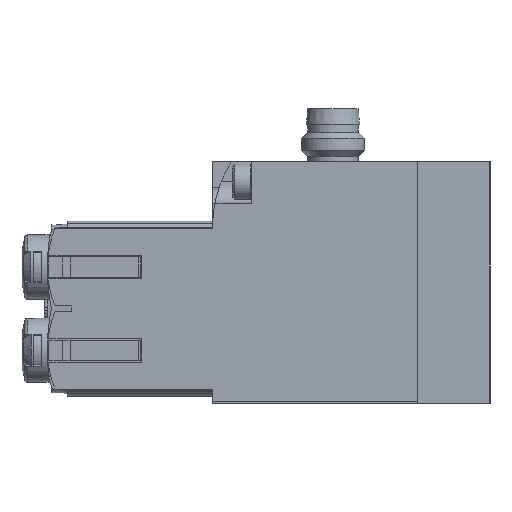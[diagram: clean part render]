
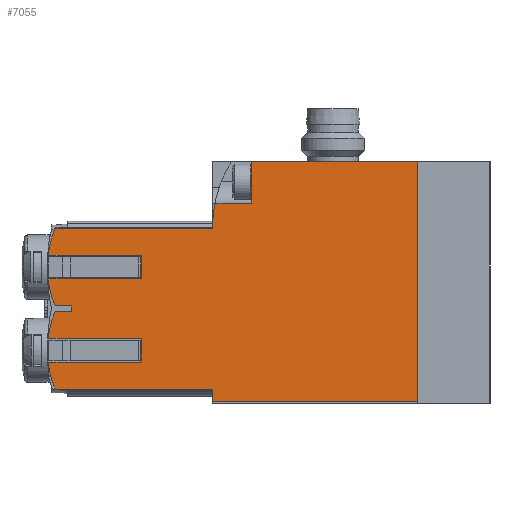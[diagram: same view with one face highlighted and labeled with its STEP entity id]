
A CAD part, left-side view. The second image highlights one B-rep face of the part: STEP entity #7055.
In plain terms, the highlighted planar face has unit normal (-1, 0, 0).
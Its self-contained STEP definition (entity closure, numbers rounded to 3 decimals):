
#182=LINE('',#11201,#735);
#194=LINE('',#11224,#747);
#195=LINE('',#11226,#748);
#196=LINE('',#11230,#749);
#197=LINE('',#11232,#750);
#198=LINE('',#11234,#751);
#199=LINE('',#11238,#752);
#200=LINE('',#11240,#753);
#201=LINE('',#11242,#754);
#202=LINE('',#11246,#755);
#203=LINE('',#11248,#756);
#204=LINE('',#11250,#757);
#205=LINE('',#11254,#758);
#206=LINE('',#11256,#759);
#207=LINE('',#11258,#760);
#208=LINE('',#11260,#761);
#209=LINE('',#11261,#762);
#735=VECTOR('',#8771,1000.);
#747=VECTOR('',#8787,1000.);
#748=VECTOR('',#8788,1000.);
#749=VECTOR('',#8791,1000.);
#750=VECTOR('',#8792,1000.);
#751=VECTOR('',#8793,1000.);
#752=VECTOR('',#8796,1000.);
#753=VECTOR('',#8797,1000.);
#754=VECTOR('',#8798,1000.);
#755=VECTOR('',#8801,1000.);
#756=VECTOR('',#8802,1000.);
#757=VECTOR('',#8803,1000.);
#758=VECTOR('',#8806,1000.);
#759=VECTOR('',#8807,1000.);
#760=VECTOR('',#8808,1000.);
#761=VECTOR('',#8809,1000.);
#762=VECTOR('',#8810,1000.);
#1255=PLANE('',#7678);
#2000=ORIENTED_EDGE('',*,*,#3729,.F.);
#2001=ORIENTED_EDGE('',*,*,#3708,.F.);
#2002=ORIENTED_EDGE('',*,*,#3730,.F.);
#2003=ORIENTED_EDGE('',*,*,#3731,.F.);
#2004=ORIENTED_EDGE('',*,*,#3732,.F.);
#2005=ORIENTED_EDGE('',*,*,#3733,.F.);
#2006=ORIENTED_EDGE('',*,*,#3734,.F.);
#2007=ORIENTED_EDGE('',*,*,#3735,.F.);
#2008=ORIENTED_EDGE('',*,*,#3736,.F.);
#2009=ORIENTED_EDGE('',*,*,#3737,.F.);
#2010=ORIENTED_EDGE('',*,*,#3738,.F.);
#2011=ORIENTED_EDGE('',*,*,#3739,.F.);
#2012=ORIENTED_EDGE('',*,*,#3740,.F.);
#2013=ORIENTED_EDGE('',*,*,#3741,.F.);
#2014=ORIENTED_EDGE('',*,*,#3742,.F.);
#2015=ORIENTED_EDGE('',*,*,#3743,.F.);
#2016=ORIENTED_EDGE('',*,*,#3744,.F.);
#2017=ORIENTED_EDGE('',*,*,#3745,.F.);
#2018=ORIENTED_EDGE('',*,*,#3746,.F.);
#2019=ORIENTED_EDGE('',*,*,#3747,.F.);
#2020=ORIENTED_EDGE('',*,*,#3717,.F.);
#2021=ORIENTED_EDGE('',*,*,#3748,.F.);
#3708=EDGE_CURVE('',#4644,#4645,#5278,.T.);
#3717=EDGE_CURVE('',#4652,#4653,#182,.T.);
#3729=EDGE_CURVE('',#4645,#4662,#194,.T.);
#3730=EDGE_CURVE('',#4663,#4644,#195,.T.);
#3731=EDGE_CURVE('',#4664,#4663,#5281,.T.);
#3732=EDGE_CURVE('',#4665,#4664,#196,.T.);
#3733=EDGE_CURVE('',#4666,#4665,#197,.T.);
#3734=EDGE_CURVE('',#4667,#4666,#198,.T.);
#3735=EDGE_CURVE('',#4668,#4667,#5282,.T.);
#3736=EDGE_CURVE('',#4669,#4668,#199,.T.);
#3737=EDGE_CURVE('',#4670,#4669,#200,.T.);
#3738=EDGE_CURVE('',#4671,#4670,#201,.T.);
#3739=EDGE_CURVE('',#4672,#4671,#5283,.T.);
#3740=EDGE_CURVE('',#4673,#4672,#202,.T.);
#3741=EDGE_CURVE('',#4674,#4673,#203,.T.);
#3742=EDGE_CURVE('',#4675,#4674,#204,.T.);
#3743=EDGE_CURVE('',#4676,#4675,#5284,.T.);
#3744=EDGE_CURVE('',#4677,#4676,#205,.T.);
#3745=EDGE_CURVE('',#4678,#4677,#206,.T.);
#3746=EDGE_CURVE('',#4679,#4678,#207,.T.);
#3747=EDGE_CURVE('',#4653,#4679,#208,.T.);
#3748=EDGE_CURVE('',#4662,#4652,#209,.T.);
#4644=VERTEX_POINT('',#11178);
#4645=VERTEX_POINT('',#11180);
#4652=VERTEX_POINT('',#11200);
#4653=VERTEX_POINT('',#11202);
#4662=VERTEX_POINT('',#11225);
#4663=VERTEX_POINT('',#11227);
#4664=VERTEX_POINT('',#11229);
#4665=VERTEX_POINT('',#11231);
#4666=VERTEX_POINT('',#11233);
#4667=VERTEX_POINT('',#11235);
#4668=VERTEX_POINT('',#11237);
#4669=VERTEX_POINT('',#11239);
#4670=VERTEX_POINT('',#11241);
#4671=VERTEX_POINT('',#11243);
#4672=VERTEX_POINT('',#11245);
#4673=VERTEX_POINT('',#11247);
#4674=VERTEX_POINT('',#11249);
#4675=VERTEX_POINT('',#11251);
#4676=VERTEX_POINT('',#11253);
#4677=VERTEX_POINT('',#11255);
#4678=VERTEX_POINT('',#11257);
#4679=VERTEX_POINT('',#11259);
#5278=CIRCLE('',#7673,16.);
#5281=CIRCLE('',#7679,12.5);
#5282=CIRCLE('',#7680,12.5);
#5283=CIRCLE('',#7681,12.5);
#5284=CIRCLE('',#7682,12.5);
#5717=EDGE_LOOP('',(#2000,#2001,#2002,#2003,#2004,#2005,#2006,#2007,#2008,
#2009,#2010,#2011,#2012,#2013,#2014,#2015,#2016,#2017,#2018,#2019,#2020,
#2021));
#6392=FACE_BOUND('',#5717,.T.);
#7055=ADVANCED_FACE('',(#6392),#1255,.F.);
#7673=AXIS2_PLACEMENT_3D('',#11179,#8758,#8759);
#7678=AXIS2_PLACEMENT_3D('',#11223,#8785,#8786);
#7679=AXIS2_PLACEMENT_3D('',#11228,#8789,#8790);
#7680=AXIS2_PLACEMENT_3D('',#11236,#8794,#8795);
#7681=AXIS2_PLACEMENT_3D('',#11244,#8799,#8800);
#7682=AXIS2_PLACEMENT_3D('',#11252,#8804,#8805);
#8758=DIRECTION('',(1.,0.,0.));
#8759=DIRECTION('',(0.,0.,-1.));
#8771=DIRECTION('',(0.,-1.,0.));
#8785=DIRECTION('',(1.,0.,0.));
#8786=DIRECTION('',(0.,0.,-1.));
#8787=DIRECTION('',(0.,-1.,0.));
#8788=DIRECTION('',(0.,-1.,0.));
#8789=DIRECTION('',(1.,0.,0.));
#8790=DIRECTION('',(0.,0.,-1.));
#8791=DIRECTION('',(0.,1.,0.));
#8792=DIRECTION('',(0.,0.,1.));
#8793=DIRECTION('',(0.,-1.,0.));
#8794=DIRECTION('',(1.,0.,0.));
#8795=DIRECTION('',(0.,0.,-1.));
#8796=DIRECTION('',(0.,1.,0.));
#8797=DIRECTION('',(0.,0.,1.));
#8798=DIRECTION('',(0.,-1.,0.));
#8799=DIRECTION('',(1.,0.,0.));
#8800=DIRECTION('',(0.,0.,-1.));
#8801=DIRECTION('',(0.,1.,0.));
#8802=DIRECTION('',(0.,0.,1.));
#8803=DIRECTION('',(0.,-1.,0.));
#8804=DIRECTION('',(1.,0.,0.));
#8805=DIRECTION('',(0.,0.,-1.));
#8806=DIRECTION('',(0.,1.,0.));
#8807=DIRECTION('',(0.,0.,1.));
#8808=DIRECTION('',(0.,1.,0.));
#8809=DIRECTION('',(0.,0.,-1.));
#8810=DIRECTION('',(0.,0.,1.));
#11178=CARTESIAN_POINT('',(0.,25.9,6.7));
#11179=CARTESIAN_POINT('',(0.,9.9,6.704));
#11180=CARTESIAN_POINT('',(0.,25.598,9.8));
#11200=CARTESIAN_POINT('',(0.,21.,15.1));
#11201=CARTESIAN_POINT('',(0.,23.52,15.1));
#11202=CARTESIAN_POINT('',(0.,0.,15.1));
#11223=CARTESIAN_POINT('',(0.,9.9,6.704));
#11224=CARTESIAN_POINT('',(0.,9.9,9.8));
#11225=CARTESIAN_POINT('',(0.,21.,9.8));
#11226=CARTESIAN_POINT('',(0.,45.75,6.7));
#11227=CARTESIAN_POINT('',(0.,45.75,6.7));
#11228=CARTESIAN_POINT('',(0.,34.25,1.8));
#11229=CARTESIAN_POINT('',(0.,46.66,3.3));
#11230=CARTESIAN_POINT('',(0.,34.9,3.3));
#11231=CARTESIAN_POINT('',(0.,34.9,3.3));
#11232=CARTESIAN_POINT('',(0.,34.9,0.3));
#11233=CARTESIAN_POINT('',(0.,34.9,0.3));
#11234=CARTESIAN_POINT('',(0.,46.66,0.3));
#11235=CARTESIAN_POINT('',(0.,46.66,0.3));
#11236=CARTESIAN_POINT('',(0.,34.25,1.8));
#11237=CARTESIAN_POINT('',(0.,45.75,-3.1));
#11238=CARTESIAN_POINT('',(0.,43.72,-3.1));
#11239=CARTESIAN_POINT('',(0.,43.72,-3.1));
#11240=CARTESIAN_POINT('',(0.,43.72,-3.8));
#11241=CARTESIAN_POINT('',(0.,43.72,-3.8));
#11242=CARTESIAN_POINT('',(0.,45.75,-3.8));
#11243=CARTESIAN_POINT('',(0.,45.75,-3.8));
#11244=CARTESIAN_POINT('',(0.,34.25,-8.7));
#11245=CARTESIAN_POINT('',(0.,46.66,-7.2));
#11246=CARTESIAN_POINT('',(0.,34.9,-7.2));
#11247=CARTESIAN_POINT('',(0.,34.9,-7.2));
#11248=CARTESIAN_POINT('',(0.,34.9,-10.2));
#11249=CARTESIAN_POINT('',(0.,34.9,-10.2));
#11250=CARTESIAN_POINT('',(0.,46.66,-10.2));
#11251=CARTESIAN_POINT('',(0.,46.66,-10.2));
#11252=CARTESIAN_POINT('',(0.,34.25,-8.7));
#11253=CARTESIAN_POINT('',(0.,45.75,-13.6));
#11254=CARTESIAN_POINT('',(0.,25.9,-13.6));
#11255=CARTESIAN_POINT('',(0.,25.9,-13.6));
#11256=CARTESIAN_POINT('',(0.,25.9,-15.1));
#11257=CARTESIAN_POINT('',(0.,25.9,-15.1));
#11258=CARTESIAN_POINT('',(0.,0.,-15.1));
#11259=CARTESIAN_POINT('',(0.,0.,-15.1));
#11260=CARTESIAN_POINT('',(0.,0.,15.1));
#11261=CARTESIAN_POINT('',(0.,21.,6.704));
